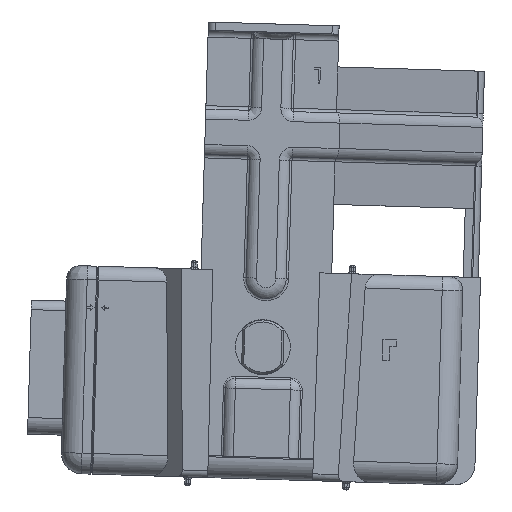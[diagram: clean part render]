
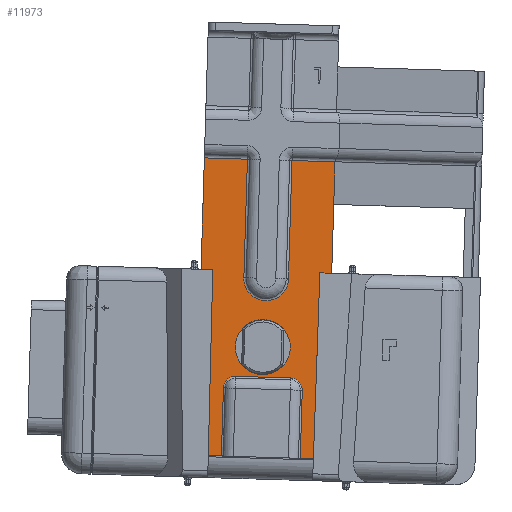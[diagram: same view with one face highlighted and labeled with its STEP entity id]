
A CAD part, left-side view. The second image highlights one B-rep face of the part: STEP entity #11973.
In plain terms, the highlighted face is planar.
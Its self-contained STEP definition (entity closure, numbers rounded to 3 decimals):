
#7470=LINE('',#48317,#10342);
#7475=LINE('',#48351,#10347);
#7476=LINE('',#48357,#10348);
#7477=LINE('',#48391,#10349);
#7478=LINE('',#48393,#10350);
#7479=LINE('',#48395,#10351);
#7480=LINE('',#48399,#10352);
#7481=LINE('',#48400,#10353);
#7482=LINE('',#48404,#10354);
#7483=LINE('',#48406,#10355);
#7484=LINE('',#48408,#10356);
#10342=VECTOR('',#38040,1.);
#10347=VECTOR('',#38085,1.);
#10348=VECTOR('',#38094,1.);
#10349=VECTOR('',#38097,1.);
#10350=VECTOR('',#38098,1.);
#10351=VECTOR('',#38099,1.);
#10352=VECTOR('',#38102,1.);
#10353=VECTOR('',#38103,1.);
#10354=VECTOR('',#38106,1.);
#10355=VECTOR('',#38107,1.);
#10356=VECTOR('',#38108,1.);
#11973=ADVANCED_FACE('\X2\96F64EF651E04F554F53\X0\',(#13838,#13839),#13206,
 .T.);
#13206=PLANE('',#32057);
#13439=B_SPLINE_CURVE_WITH_KNOTS('',1,(#48359,#48360),.UNSPECIFIED.,.F.,
 .F.,(2,2),(0.,1.),.UNSPECIFIED.);
#13440=B_SPLINE_CURVE_WITH_KNOTS('',5,(#48363,#48364,#48365,#48366,#48367,
#48368,#48369,#48370,#48371,#48372,#48373,#48374,#48375,#48376,#48377,#48378,
#48379,#48380,#48381,#48382,#48383,#48384,#48385,#48386,#48387,#48388,#48389),
 .UNSPECIFIED.,.F.,.F.,(6,3,3,3,3,3,3,3,6),(0.,0.052,0.105,
0.318,0.532,0.746,0.873,
0.959,1.),.UNSPECIFIED.);
#13838=FACE_BOUND('',#15040,.T.);
#13839=FACE_BOUND('',#15041,.T.);
#15040=EDGE_LOOP('',(#21317,#21318,#21319,#21320,#21321,#21322,#21323,#21324,
#21325,#21326,#21327,#21328,#21329,#21330,#21331,#21332,#21333));
#15041=EDGE_LOOP('',(#21334,#21335,#21336,#21337));
#21317=ORIENTED_EDGE('',*,*,#28830,.F.);
#21318=ORIENTED_EDGE('',*,*,#28831,.T.);
#21319=ORIENTED_EDGE('',*,*,#28832,.F.);
#21320=ORIENTED_EDGE('',*,*,#28833,.F.);
#21321=ORIENTED_EDGE('',*,*,#28834,.T.);
#21322=ORIENTED_EDGE('',*,*,#28835,.F.);
#21323=ORIENTED_EDGE('',*,*,#28836,.F.);
#21324=ORIENTED_EDGE('',*,*,#28809,.F.);
#21325=ORIENTED_EDGE('',*,*,#28812,.F.);
#21326=ORIENTED_EDGE('',*,*,#28829,.F.);
#21327=ORIENTED_EDGE('',*,*,#28827,.F.);
#21328=ORIENTED_EDGE('',*,*,#28826,.F.);
#21329=ORIENTED_EDGE('',*,*,#28837,.F.);
#21330=ORIENTED_EDGE('',*,*,#28838,.F.);
#21331=ORIENTED_EDGE('',*,*,#28839,.F.);
#21332=ORIENTED_EDGE('',*,*,#28840,.F.);
#21333=ORIENTED_EDGE('',*,*,#28841,.F.);
#21334=ORIENTED_EDGE('',*,*,#28842,.F.);
#21335=ORIENTED_EDGE('',*,*,#28843,.F.);
#21336=ORIENTED_EDGE('',*,*,#28844,.F.);
#21337=ORIENTED_EDGE('',*,*,#28845,.F.);
#25290=VERTEX_POINT('',#48312);
#25291=VERTEX_POINT('',#48316);
#25293=VERTEX_POINT('',#48322);
#25299=VERTEX_POINT('',#48345);
#25300=VERTEX_POINT('',#48350);
#25301=VERTEX_POINT('',#48354);
#25302=VERTEX_POINT('',#48361);
#25303=VERTEX_POINT('',#48362);
#25304=VERTEX_POINT('',#48390);
#25305=VERTEX_POINT('',#48392);
#25306=VERTEX_POINT('',#48394);
#25307=VERTEX_POINT('',#48396);
#25308=VERTEX_POINT('',#48398);
#25309=VERTEX_POINT('',#48401);
#25310=VERTEX_POINT('',#48403);
#25311=VERTEX_POINT('',#48405);
#25312=VERTEX_POINT('',#48407);
#25313=VERTEX_POINT('',#48410);
#25314=VERTEX_POINT('',#48411);
#25315=VERTEX_POINT('',#48413);
#25316=VERTEX_POINT('',#48415);
#28809=EDGE_CURVE('LINE',#25291,#25290,#7470,.T.);
#28812=EDGE_CURVE('GENERATED CIRCLE',#25293,#25291,#30273,.T.);
#28826=EDGE_CURVE('LINE',#25299,#25300,#7475,.T.);
#28827=EDGE_CURVE('GENERATED CIRCLE',#25300,#25301,#30283,.T.);
#28829=EDGE_CURVE('LINE',#25301,#25293,#7476,.T.);
#28830=EDGE_CURVE('',#25302,#25303,#13439,.T.);
#28831=EDGE_CURVE('',#25302,#25304,#13440,.T.);
#28832=EDGE_CURVE('LINE',#25305,#25304,#7477,.T.);
#28833=EDGE_CURVE('LINE',#25306,#25305,#7478,.T.);
#28834=EDGE_CURVE('LINE',#25306,#25307,#7479,.T.);
#28835=EDGE_CURVE('',#25308,#25307,#30285,.T.);
#28836=EDGE_CURVE('LINE',#25290,#25308,#7480,.T.);
#28837=EDGE_CURVE('LINE',#25309,#25299,#7481,.T.);
#28838=EDGE_CURVE('',#25310,#25309,#30286,.T.);
#28839=EDGE_CURVE('LINE',#25311,#25310,#7482,.T.);
#28840=EDGE_CURVE('LINE',#25312,#25311,#7483,.T.);
#28841=EDGE_CURVE('LINE',#25303,#25312,#7484,.T.);
#28842=EDGE_CURVE('',#25313,#25314,#30287,.T.);
#28843=EDGE_CURVE('',#25315,#25313,#30288,.T.);
#28844=EDGE_CURVE('',#25316,#25315,#30289,.T.);
#28845=EDGE_CURVE('',#25314,#25316,#30290,.T.);
#30273=CIRCLE('',#32029,1.732);
#30283=CIRCLE('',#32047,1.732);
#30285=CIRCLE('',#32051,1.);
#30286=CIRCLE('',#32052,1.);
#30287=CIRCLE('',#32053,4.);
#30288=CIRCLE('',#32054,4.);
#30289=CIRCLE('',#32055,4.);
#30290=CIRCLE('',#32056,4.);
#32029=AXIS2_PLACEMENT_3D('',#48323,#38047,#38048);
#32047=AXIS2_PLACEMENT_3D('',#48353,#38088,#38089);
#32051=AXIS2_PLACEMENT_3D('',#48397,#38100,#38101);
#32052=AXIS2_PLACEMENT_3D('',#48402,#38104,#38105);
#32053=AXIS2_PLACEMENT_3D('',#48409,#38109,#38110);
#32054=AXIS2_PLACEMENT_3D('',#48412,#38111,#38112);
#32055=AXIS2_PLACEMENT_3D('',#48414,#38113,#38114);
#32056=AXIS2_PLACEMENT_3D('',#48416,#38115,#38116);
#32057=AXIS2_PLACEMENT_3D('',#48417,#38117,#38118);
#38040=DIRECTION('',(0.,0.,1.));
#38047=DIRECTION('',(1.,0.,0.));
#38048=DIRECTION('',(0.,0.,1.));
#38085=DIRECTION('',(0.,0.,-1.));
#38088=DIRECTION('',(1.,0.,0.));
#38089=DIRECTION('',(0.,0.,1.));
#38094=DIRECTION('',(0.,1.,0.));
#38097=DIRECTION('',(0.,0.,1.));
#38098=DIRECTION('',(0.,-1.,0.));
#38099=DIRECTION('',(0.,0.,1.));
#38100=DIRECTION('',(-1.,0.,0.));
#38101=DIRECTION('',(0.,0.,1.));
#38102=DIRECTION('',(0.,1.,0.));
#38103=DIRECTION('',(0.,1.,0.));
#38104=DIRECTION('',(-1.,0.,0.));
#38105=DIRECTION('',(0.,0.,1.));
#38106=DIRECTION('',(0.,0.,1.));
#38107=DIRECTION('',(0.,0.,1.));
#38108=DIRECTION('',(0.,-1.,0.));
#38109=DIRECTION('',(1.,0.,0.));
#38110=DIRECTION('',(0.,0.,-1.));
#38111=DIRECTION('',(1.,0.,0.));
#38112=DIRECTION('',(0.,0.,-1.));
#38113=DIRECTION('',(1.,0.,0.));
#38114=DIRECTION('',(0.,0.,-1.));
#38115=DIRECTION('',(1.,0.,0.));
#38116=DIRECTION('',(0.,0.,-1.));
#38117=DIRECTION('',(1.,0.,0.));
#38118=DIRECTION('',(0.,-1.,0.));
#48312=CARTESIAN_POINT('',(79.,5.731,37.));
#48316=CARTESIAN_POINT('',(79.,5.731,27.1));
#48317=CARTESIAN_POINT('',(79.,5.731,32.05));
#48322=CARTESIAN_POINT('',(79.,3.999,25.368));
#48323=CARTESIAN_POINT('',(79.,3.999,27.1));
#48345=CARTESIAN_POINT('',(79.,-5.733,37.));
#48350=CARTESIAN_POINT('',(79.,-5.733,27.1));
#48351=CARTESIAN_POINT('',(79.,-5.733,32.05));
#48353=CARTESIAN_POINT('',(79.,-4.001,27.1));
#48354=CARTESIAN_POINT('',(79.,-4.001,25.368));
#48357=CARTESIAN_POINT('',(79.,-0.001,25.368));
#48359=CARTESIAN_POINT('',(79.,-3.245,11.));
#48360=CARTESIAN_POINT('',(79.,-3.245,-6.235));
#48361=CARTESIAN_POINT('',(79.,-3.245,11.));
#48362=CARTESIAN_POINT('',(79.,-3.245,-6.235));
#48363=CARTESIAN_POINT('',(79.,-3.245,11.));
#48364=CARTESIAN_POINT('',(79.,-3.245,11.107));
#48365=CARTESIAN_POINT('',(79.,-3.24,11.215));
#48366=CARTESIAN_POINT('',(79.,-3.231,11.32));
#48367=CARTESIAN_POINT('',(79.,-3.205,11.533));
#48368=CARTESIAN_POINT('',(79.,-3.161,11.742));
#48369=CARTESIAN_POINT('',(79.,-3.135,11.846));
#48370=CARTESIAN_POINT('',(79.,-2.981,12.366));
#48371=CARTESIAN_POINT('',(79.,-2.719,12.85));
#48372=CARTESIAN_POINT('',(79.,-2.446,13.199));
#48373=CARTESIAN_POINT('',(79.,-1.792,13.791));
#48374=CARTESIAN_POINT('',(79.,-0.981,14.139));
#48375=CARTESIAN_POINT('',(79.,-0.549,14.242));
#48376=CARTESIAN_POINT('',(79.,0.332,14.3));
#48377=CARTESIAN_POINT('',(79.,1.184,14.067));
#48378=CARTESIAN_POINT('',(79.,1.586,13.88));
#48379=CARTESIAN_POINT('',(79.,2.166,13.479));
#48380=CARTESIAN_POINT('',(79.,2.615,12.945));
#48381=CARTESIAN_POINT('',(79.,2.762,12.73));
#48382=CARTESIAN_POINT('',(79.,2.972,12.346));
#48383=CARTESIAN_POINT('',(79.,3.114,11.933));
#48384=CARTESIAN_POINT('',(79.,3.16,11.763));
#48385=CARTESIAN_POINT('',(79.,3.21,11.508));
#48386=CARTESIAN_POINT('',(79.,3.235,11.249));
#48387=CARTESIAN_POINT('',(79.,3.241,11.167));
#48388=CARTESIAN_POINT('',(79.,3.243,11.083));
#48389=CARTESIAN_POINT('',(79.,3.243,11.));
#48390=CARTESIAN_POINT('',(79.,3.243,11.));
#48391=CARTESIAN_POINT('',(79.,3.243,6.6));
#48392=CARTESIAN_POINT('',(79.,3.243,-6.235));
#48393=CARTESIAN_POINT('',(79.,-0.369,-6.235));
#48394=CARTESIAN_POINT('',(79.,9.499,-6.235));
#48395=CARTESIAN_POINT('',(79.,9.499,6.6));
#48396=CARTESIAN_POINT('',(79.,9.499,36.));
#48397=CARTESIAN_POINT('',(79.,8.499,36.));
#48398=CARTESIAN_POINT('',(79.,8.499,37.));
#48399=CARTESIAN_POINT('',(79.,-0.369,37.));
#48400=CARTESIAN_POINT('',(79.,-0.369,37.));
#48401=CARTESIAN_POINT('',(79.,-8.501,37.));
#48402=CARTESIAN_POINT('',(79.,-8.501,36.));
#48403=CARTESIAN_POINT('',(79.,-9.501,36.));
#48404=CARTESIAN_POINT('',(79.,-9.501,6.6));
#48405=CARTESIAN_POINT('',(79.,-9.501,-0.035));
#48406=CARTESIAN_POINT('',(79.,-9.501,6.6));
#48407=CARTESIAN_POINT('',(79.,-9.501,-6.235));
#48408=CARTESIAN_POINT('',(79.,-0.369,-6.235));
#48409=CARTESIAN_POINT('',(79.,0.186,21.));
#48410=CARTESIAN_POINT('',(79.,4.186,21.));
#48411=CARTESIAN_POINT('',(79.,0.186,25.));
#48412=CARTESIAN_POINT('',(79.,0.186,21.));
#48413=CARTESIAN_POINT('',(79.,0.186,17.));
#48414=CARTESIAN_POINT('',(79.,0.186,21.));
#48415=CARTESIAN_POINT('',(79.,-3.814,21.));
#48416=CARTESIAN_POINT('',(79.,0.186,21.));
#48417=CARTESIAN_POINT('',(79.,-0.001,0.));
